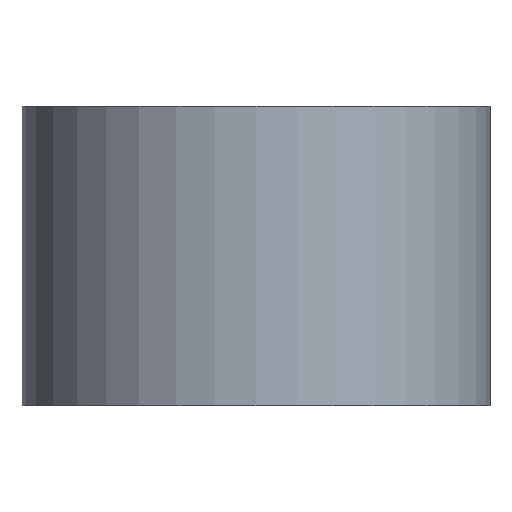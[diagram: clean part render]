
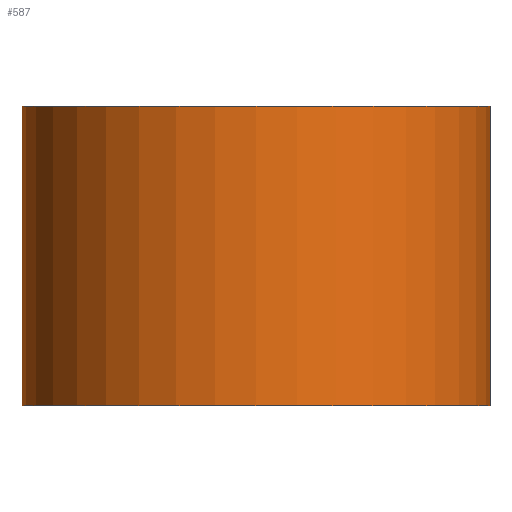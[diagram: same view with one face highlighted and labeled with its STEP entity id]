
A CAD part, front view. The second image highlights one B-rep face of the part: STEP entity #587.
In plain terms, the highlighted cylindrical face has radius 54.75 mm (diameter 109.5 mm), a full revolution.
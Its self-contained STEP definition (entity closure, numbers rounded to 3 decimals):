
#25=CYLINDRICAL_SURFACE('',#667,54.75);
#53=LINE('',#974,#100);
#58=LINE('',#988,#105);
#61=LINE('',#999,#108);
#100=VECTOR('',#787,10.);
#105=VECTOR('',#800,10.);
#108=VECTOR('',#813,54.75);
#127=FACE_BOUND('',#190,.T.);
#153=FACE_OUTER_BOUND('',#189,.T.);
#189=EDGE_LOOP('',(#474,#475,#476,#477));
#190=EDGE_LOOP('',(#478,#479,#480,#481));
#229=CIRCLE('',#661,54.75);
#231=CIRCLE('',#665,54.75);
#233=CIRCLE('',#668,54.75);
#234=CIRCLE('',#669,54.75);
#275=VERTEX_POINT('',#972);
#276=VERTEX_POINT('',#973);
#279=VERTEX_POINT('',#981);
#281=VERTEX_POINT('',#987);
#283=VERTEX_POINT('',#996);
#284=VERTEX_POINT('',#998);
#341=EDGE_CURVE('',#275,#276,#53,.T.);
#345=EDGE_CURVE('',#276,#279,#229,.T.);
#348=EDGE_CURVE('',#279,#281,#58,.T.);
#351=EDGE_CURVE('',#281,#275,#231,.T.);
#353=EDGE_CURVE('',#283,#283,#233,.T.);
#354=EDGE_CURVE('',#283,#284,#61,.T.);
#355=EDGE_CURVE('',#284,#284,#234,.T.);
#474=ORIENTED_EDGE('',*,*,#353,.F.);
#475=ORIENTED_EDGE('',*,*,#354,.T.);
#476=ORIENTED_EDGE('',*,*,#355,.F.);
#477=ORIENTED_EDGE('',*,*,#354,.F.);
#478=ORIENTED_EDGE('',*,*,#348,.T.);
#479=ORIENTED_EDGE('',*,*,#351,.T.);
#480=ORIENTED_EDGE('',*,*,#341,.T.);
#481=ORIENTED_EDGE('',*,*,#345,.T.);
#587=ADVANCED_FACE('',(#153,#127),#25,.T.);
#661=AXIS2_PLACEMENT_3D('',#982,#793,#794);
#665=AXIS2_PLACEMENT_3D('',#993,#805,#806);
#667=AXIS2_PLACEMENT_3D('',#995,#809,#810);
#668=AXIS2_PLACEMENT_3D('',#997,#811,#812);
#669=AXIS2_PLACEMENT_3D('',#1000,#814,#815);
#787=DIRECTION('',(0.,0.,-1.));
#793=DIRECTION('center_axis',(0.,0.,-1.));
#794=DIRECTION('ref_axis',(0.661,0.75,0.));
#800=DIRECTION('',(0.,0.,1.));
#805=DIRECTION('center_axis',(0.,0.,1.));
#806=DIRECTION('ref_axis',(0.661,0.75,0.));
#809=DIRECTION('center_axis',(0.,0.,-1.));
#810=DIRECTION('ref_axis',(-1.,0.,0.));
#811=DIRECTION('center_axis',(0.,0.,-1.));
#812=DIRECTION('ref_axis',(-1.,0.,0.));
#813=DIRECTION('',(0.,0.,1.));
#814=DIRECTION('center_axis',(0.,0.,1.));
#815=DIRECTION('ref_axis',(-1.,0.,0.));
#972=CARTESIAN_POINT('',(49.942,22.435,-28.347));
#973=CARTESIAN_POINT('',(49.942,22.435,-41.347));
#974=CARTESIAN_POINT('',(49.942,22.435,-36.121));
#981=CARTESIAN_POINT('',(53.931,9.435,-41.347));
#982=CARTESIAN_POINT('Origin',(0.,0.,-41.347));
#987=CARTESIAN_POINT('',(53.931,9.435,-28.347));
#988=CARTESIAN_POINT('',(53.931,9.435,-36.121));
#993=CARTESIAN_POINT('Origin',(0.,0.,-28.347));
#995=CARTESIAN_POINT('Origin',(0.,0.,0.));
#996=CARTESIAN_POINT('',(54.75,0.,-60.));
#997=CARTESIAN_POINT('Origin',(0.,0.,-60.));
#998=CARTESIAN_POINT('',(54.75,0.,10.));
#999=CARTESIAN_POINT('',(54.75,0.,0.));
#1000=CARTESIAN_POINT('Origin',(0.,0.,10.));
